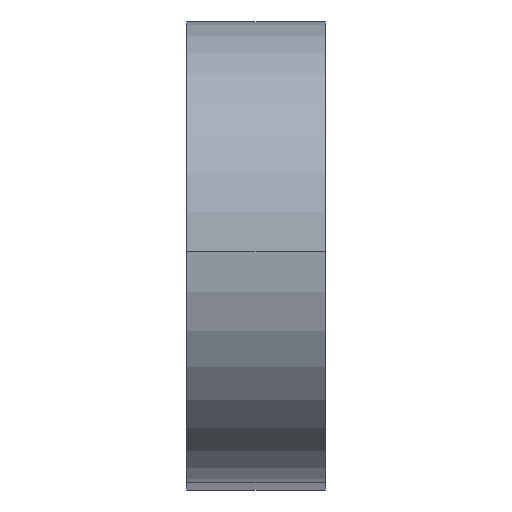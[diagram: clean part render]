
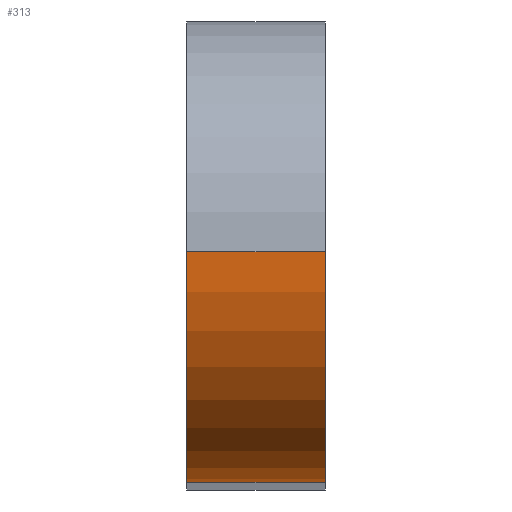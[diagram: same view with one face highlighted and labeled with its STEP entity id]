
A CAD part, top view. The second image highlights one B-rep face of the part: STEP entity #313.
In plain terms, the highlighted cylindrical face has radius 5 mm (diameter 10 mm), a partial arc.
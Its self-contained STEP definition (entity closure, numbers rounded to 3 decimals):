
#1 = CARTESIAN_POINT ( 'NONE',  ( 3., 0., 0. ) ) ;
#8 = VECTOR ( 'NONE', #463, 1000. ) ;
#23 = CARTESIAN_POINT ( 'NONE',  ( 0., 5., 5. ) ) ;
#28 = DIRECTION ( 'NONE',  ( 1., 0., 0. ) ) ;
#31 = DIRECTION ( 'NONE',  ( 0., 0., -1. ) ) ;
#52 = CYLINDRICAL_SURFACE ( 'NONE', #442, 5. ) ;
#54 = ORIENTED_EDGE ( 'NONE', *, *, #192, .F. ) ;
#67 = EDGE_CURVE ( 'NONE', #316, #100, #110, .T. ) ;
#77 = EDGE_LOOP ( 'NONE', ( #168, #270, #115, #54 ) ) ;
#97 = VERTEX_POINT ( 'NONE', #223 ) ;
#100 = VERTEX_POINT ( 'NONE', #1 ) ;
#110 = CIRCLE ( 'NONE', #134, 5. ) ;
#115 = ORIENTED_EDGE ( 'NONE', *, *, #448, .T. ) ;
#126 = LINE ( 'NONE', #435, #8 ) ;
#134 = AXIS2_PLACEMENT_3D ( 'NONE', #488, #28, #31 ) ;
#163 = FACE_OUTER_BOUND ( 'NONE', #77, .T. ) ;
#164 = DIRECTION ( 'NONE',  ( 0., 0., 1. ) ) ;
#168 = ORIENTED_EDGE ( 'NONE', *, *, #67, .F. ) ;
#184 = DIRECTION ( 'NONE',  ( 1., 0., 0. ) ) ;
#192 = EDGE_CURVE ( 'NONE', #100, #97, #336, .T. ) ;
#203 = CARTESIAN_POINT ( 'NONE',  ( 3., 5., 5. ) ) ;
#220 = CARTESIAN_POINT ( 'NONE',  ( 0., 5., 0. ) ) ;
#223 = CARTESIAN_POINT ( 'NONE',  ( 0., 0., 0. ) ) ;
#241 = CIRCLE ( 'NONE', #303, 5. ) ;
#266 = DIRECTION ( 'NONE',  ( -1., 0., 0. ) ) ;
#268 = VECTOR ( 'NONE', #266, 1000. ) ;
#270 = ORIENTED_EDGE ( 'NONE', *, *, #320, .T. ) ;
#303 = AXIS2_PLACEMENT_3D ( 'NONE', #220, #184, #478 ) ;
#313 = ADVANCED_FACE ( 'NONE', ( #163 ), #52, .T. ) ;
#316 = VERTEX_POINT ( 'NONE', #203 ) ;
#320 = EDGE_CURVE ( 'NONE', #316, #485, #126, .T. ) ;
#336 = LINE ( 'NONE', #460, #268 ) ;
#360 = DIRECTION ( 'NONE',  ( -1., 0., 0. ) ) ;
#391 = CARTESIAN_POINT ( 'NONE',  ( 3., 5., 0. ) ) ;
#435 = CARTESIAN_POINT ( 'NONE',  ( 3., 5., 5. ) ) ;
#442 = AXIS2_PLACEMENT_3D ( 'NONE', #391, #360, #164 ) ;
#448 = EDGE_CURVE ( 'NONE', #485, #97, #241, .T. ) ;
#460 = CARTESIAN_POINT ( 'NONE',  ( 3., 0., 0. ) ) ;
#463 = DIRECTION ( 'NONE',  ( -1., 0., 0. ) ) ;
#478 = DIRECTION ( 'NONE',  ( 0., 0., -1. ) ) ;
#485 = VERTEX_POINT ( 'NONE', #23 ) ;
#488 = CARTESIAN_POINT ( 'NONE',  ( 3., 5., 0. ) ) ;
